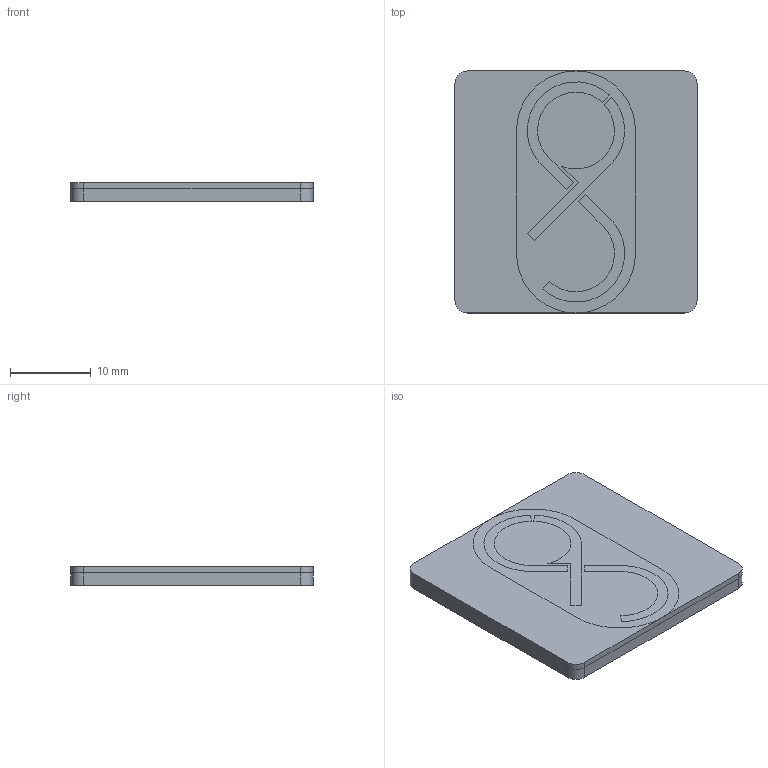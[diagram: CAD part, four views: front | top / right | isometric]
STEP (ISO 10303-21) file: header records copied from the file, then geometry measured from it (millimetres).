
FILE_DESCRIPTION(/* description */ (''),/* implementation_level */ '2;1');
FILE_NAME(/* name */ 'Face Plate S9 Assembled_1.stp',/* time_stamp */ '2025-04-13T10:36:58-04:00',/* author */ ('Ryan'),/* organization */ (''),/* preprocessor_version */ 'ST-DEVELOPER v20',/* originating_system */ 'Autodesk Inventor 2024',/* authorisation */ '');
FILE_SCHEMA (('AUTOMOTIVE_DESIGN { 1 0 10303 214 3 1 1 }'));
Length unit declared in the file: inch
Products named in the file (3): S9 Accessory Build_1; Face Plate S9_1; S9 Logo Standalone_1
Assembly tree (2 placements, depth 2):
  S9 Accessory Build_1
    Face Plate S9_1
    S9 Logo Standalone_1
Bounding box: 30 x 30 x 2.29 mm (x, y, z)
Volume: 2019.3 mm3; surface area: 3601.2 mm2
Topology: 6 solids, 6 shells, 95 faces, 226 edges, 150 vertices
Faces by surface type: plane 61, cylinder 30, cone 4
Full cylindrical faces by diameter (mm): 3.175 x4
Entity records: 2859 total; most frequent: DIRECTION 496, CARTESIAN_POINT 476, ORIENTED_EDGE 452, EDGE_CURVE 226, AXIS2_PLACEMENT_3D 170, LINE 156, VECTOR 156, VERTEX_POINT 150
